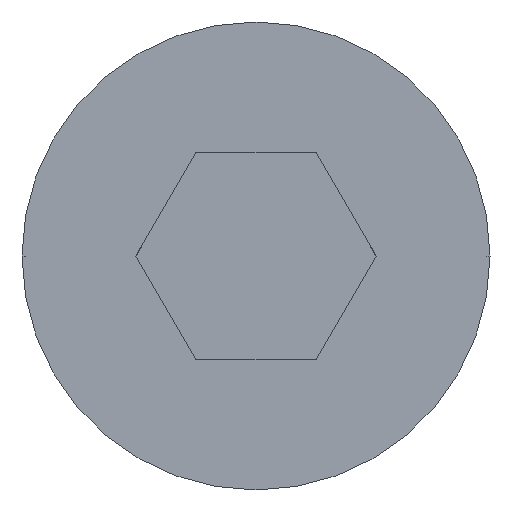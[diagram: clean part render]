
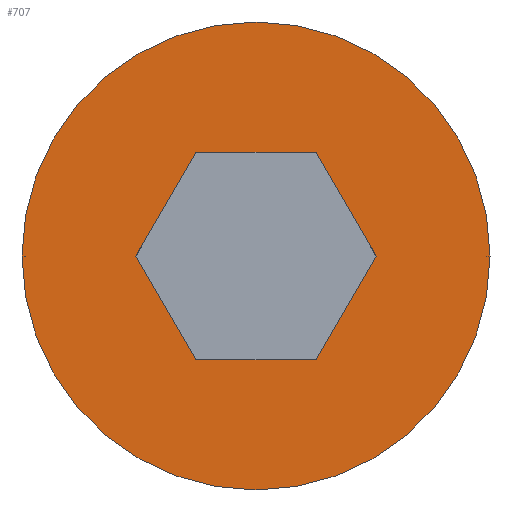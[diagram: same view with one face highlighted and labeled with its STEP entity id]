
A CAD part, top view. The second image highlights one B-rep face of the part: STEP entity #707.
In plain terms, the highlighted planar face has unit normal (0, 0, 1).
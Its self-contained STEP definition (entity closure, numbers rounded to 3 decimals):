
#309=EDGE_CURVE('',#675,#475,#887,.T.);
#339=VERTEX_POINT('',#921);
#345=VERTEX_POINT('',#927);
#391=EDGE_CURVE('',#559,#339,#976,.T.);
#435=EDGE_CURVE('',#717,#591,#1023,.T.);
#475=VERTEX_POINT('',#1069);
#549=EDGE_CURVE('',#591,#559,#1154,.T.);
#559=VERTEX_POINT('',#1165);
#591=VERTEX_POINT('',#1202);
#595=EDGE_CURVE('',#345,#717,#1206,.T.);
#627=EDGE_CURVE('',#339,#655,#1242,.T.);
#655=VERTEX_POINT('',#1273);
#675=VERTEX_POINT('',#1297);
#677=EDGE_CURVE('',#475,#675,#1299,.T.);
#707=ADVANCED_FACE('',(#1334,#1335),#1336,.T.);
#717=VERTEX_POINT('',#1346);
#783=EDGE_CURVE('',#655,#345,#1419,.T.);
#887=CIRCLE('',#1528,9.0);
#921=CARTESIAN_POINT('',(2.309,-4.0,0.));
#927=CARTESIAN_POINT('',(-4.619,0.0,0.));
#976=LINE('',#1649,#1650);
#1023=LINE('',#1716,#1717);
#1069=CARTESIAN_POINT('',(9.,0.,0.));
#1154=LINE('',#1880,#1881);
#1165=CARTESIAN_POINT('',(4.619,0.0,0.));
#1202=CARTESIAN_POINT('',(2.309,4.0,0.));
#1206=LINE('',#1945,#1946);
#1242=LINE('',#1995,#1996);
#1273=CARTESIAN_POINT('',(-2.309,-4.0,0.));
#1297=CARTESIAN_POINT('',(-9.,0.,0.));
#1299=CIRCLE('',#2069,9.0);
#1334=FACE_BOUND('',#2111,.T.);
#1335=FACE_OUTER_BOUND('',#2112,.T.);
#1336=PLANE('',#2113);
#1346=CARTESIAN_POINT('',(-2.309,4.0,0.));
#1419=LINE('',#2223,#2224);
#1528=AXIS2_PLACEMENT_3D('',#2352,#2353,#2354);
#1649=CARTESIAN_POINT('',(3.449,-2.026,0.));
#1650=VECTOR('',#2454,1.0);
#1716=CARTESIAN_POINT('',(3.405,4.0,0.));
#1717=VECTOR('',#2518,1.0);
#1880=CARTESIAN_POINT('',(4.604,0.026,0.));
#1881=VECTOR('',#2703,1.0);
#1945=CARTESIAN_POINT('',(-2.324,3.974,0.));
#1946=VECTOR('',#2781,1.0);
#1995=CARTESIAN_POINT('',(1.095,-4.0,0.));
#1996=VECTOR('',#2835,1.0);
#2069=AXIS2_PLACEMENT_3D('',#2910,#2911,#2912);
#2111=EDGE_LOOP('',(#2957,#2958,#2959,#2960,#2961,#2962));
#2112=EDGE_LOOP('',(#2963,#2964));
#2113=AXIS2_PLACEMENT_3D('',#2965,#2966,#2967);
#2223=CARTESIAN_POINT('',(-3.479,-1.974,0.));
#2224=VECTOR('',#3052,1.0);
#2352=CARTESIAN_POINT('',(0.,0.,0.));
#2353=DIRECTION('',(0.,0.,-1.0));
#2354=DIRECTION('',(1.0,0.0,0.));
#2454=DIRECTION('',(-0.5,-0.866,0.));
#2518=DIRECTION('',(1.0,0.0,0.));
#2703=DIRECTION('',(0.5,-0.866,0.));
#2781=DIRECTION('',(0.5,0.866,0.));
#2835=DIRECTION('',(-1.0,0.0,0.));
#2910=CARTESIAN_POINT('',(0.,0.,0.));
#2911=DIRECTION('',(0.,0.,-1.0));
#2912=DIRECTION('',(1.0,0.0,0.));
#2957=ORIENTED_EDGE('',*,*,#783,.T.);
#2958=ORIENTED_EDGE('',*,*,#595,.T.);
#2959=ORIENTED_EDGE('',*,*,#435,.T.);
#2960=ORIENTED_EDGE('',*,*,#549,.T.);
#2961=ORIENTED_EDGE('',*,*,#391,.T.);
#2962=ORIENTED_EDGE('',*,*,#627,.T.);
#2963=ORIENTED_EDGE('',*,*,#677,.F.);
#2964=ORIENTED_EDGE('',*,*,#309,.F.);
#2965=CARTESIAN_POINT('',(4.5,0.,0.));
#2966=DIRECTION('',(0.,0.,1.0));
#2967=DIRECTION('',(1.0,0.0,0.));
#3052=DIRECTION('',(-0.5,0.866,0.));
